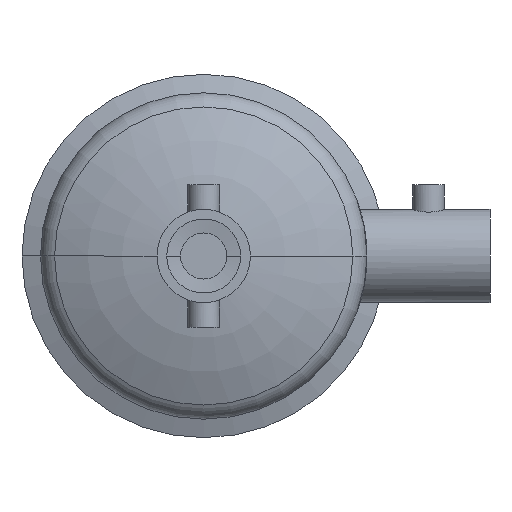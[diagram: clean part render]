
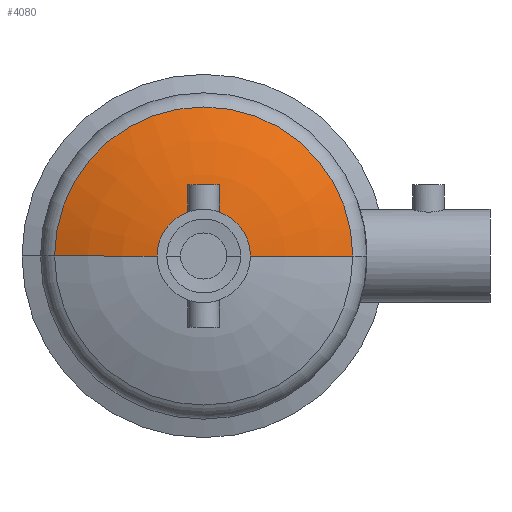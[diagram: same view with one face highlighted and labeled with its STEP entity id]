
A CAD part, front view. The second image highlights one B-rep face of the part: STEP entity #4080.
In plain terms, the highlighted toroidal (fillet/blend) face has major radius 5.236 mm and minor radius 168.275 mm.
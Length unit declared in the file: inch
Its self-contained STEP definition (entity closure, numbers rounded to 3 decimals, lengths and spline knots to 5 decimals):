
#209 = VERTEX_POINT ( 'NONE', #2602 ) ;
#222 = VERTEX_POINT ( 'NONE', #2876 ) ;
#314 = EDGE_CURVE ( 'NONE', #209, #3754, #2402, .T. ) ;
#566 = DIRECTION ( 'NONE',  ( 1., 0., 0. ) ) ;
#697 = DIRECTION ( 'NONE',  ( 0., 0., -1. ) ) ;
#712 = DIRECTION ( 'NONE',  ( -1., 0., 0. ) ) ;
#828 = AXIS2_PLACEMENT_3D ( 'NONE', #2660, #697, #712 ) ;
#843 = TOROIDAL_SURFACE ( 'NONE', #3438, 0.20614, 6.625 ) ;
#860 = CARTESIAN_POINT ( 'NONE',  ( 0., 2.49986, 0. ) ) ;
#972 = ORIENTED_EDGE ( 'NONE', *, *, #314, .F. ) ;
#1092 = CARTESIAN_POINT ( 'NONE',  ( -0.20614, 9.08332, 0. ) ) ;
#1096 = EDGE_CURVE ( 'NONE', #209, #222, #2795, .T. ) ;
#1183 = CARTESIAN_POINT ( 'NONE',  ( 0.94685, 2.49986, 0. ) ) ;
#1411 = ORIENTED_EDGE ( 'NONE', *, *, #1641, .T. ) ;
#1463 = AXIS2_PLACEMENT_3D ( 'NONE', #4044, #2473, #3399 ) ;
#1532 = EDGE_LOOP ( 'NONE', ( #2615, #1411, #3160, #972 ) ) ;
#1641 = EDGE_CURVE ( 'NONE', #222, #3501, #2297, .T. ) ;
#1801 = EDGE_CURVE ( 'NONE', #3754, #3501, #3629, .T. ) ;
#2128 = DIRECTION ( 'NONE',  ( 1., 0., 0. ) ) ;
#2139 = AXIS2_PLACEMENT_3D ( 'NONE', #860, #4116, #4132 ) ;
#2168 = CARTESIAN_POINT ( 'NONE',  ( 0., 9.08332, 0. ) ) ;
#2297 = CIRCLE ( 'NONE', #2997, 6.625 ) ;
#2402 = CIRCLE ( 'NONE', #828, 6.625 ) ;
#2473 = DIRECTION ( 'NONE',  ( 0., -1., 0. ) ) ;
#2602 = CARTESIAN_POINT ( 'NONE',  ( 3.02526, 3.08806, 0. ) ) ;
#2615 = ORIENTED_EDGE ( 'NONE', *, *, #1096, .T. ) ;
#2660 = CARTESIAN_POINT ( 'NONE',  ( 0.20614, 9.08332, 0. ) ) ;
#2795 = CIRCLE ( 'NONE', #1463, 3.02526 ) ;
#2876 = CARTESIAN_POINT ( 'NONE',  ( -3.02526, 3.08806, 0. ) ) ;
#2997 = AXIS2_PLACEMENT_3D ( 'NONE', #1092, #3694, #2128 ) ;
#3160 = ORIENTED_EDGE ( 'NONE', *, *, #1801, .F. ) ;
#3174 = CARTESIAN_POINT ( 'NONE',  ( -0.94685, 2.49986, 0. ) ) ;
#3399 = DIRECTION ( 'NONE',  ( 1., 0., 0. ) ) ;
#3438 = AXIS2_PLACEMENT_3D ( 'NONE', #2168, #3823, #566 ) ;
#3501 = VERTEX_POINT ( 'NONE', #3174 ) ;
#3629 = CIRCLE ( 'NONE', #2139, 0.94685 ) ;
#3694 = DIRECTION ( 'NONE',  ( 0., 0., 1. ) ) ;
#3718 = FACE_OUTER_BOUND ( 'NONE', #1532, .T. ) ;
#3754 = VERTEX_POINT ( 'NONE', #1183 ) ;
#3823 = DIRECTION ( 'NONE',  ( 0., -1., 0. ) ) ;
#4044 = CARTESIAN_POINT ( 'NONE',  ( 0., 3.08806, 0. ) ) ;
#4080 = ADVANCED_FACE ( 'NONE', ( #3718 ), #843, .T. ) ;
#4116 = DIRECTION ( 'NONE',  ( 0., -1., 0. ) ) ;
#4132 = DIRECTION ( 'NONE',  ( 1., 0., 0. ) ) ;
